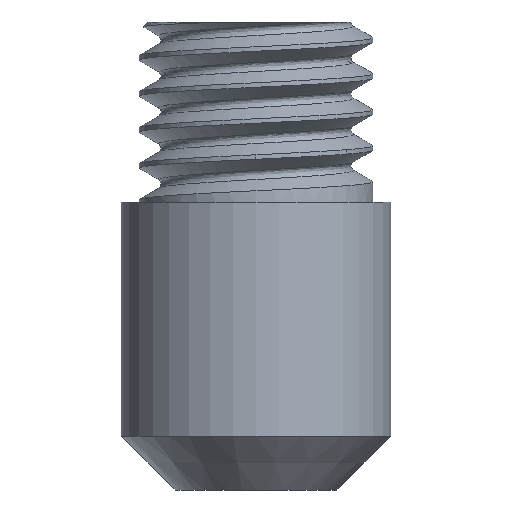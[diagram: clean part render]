
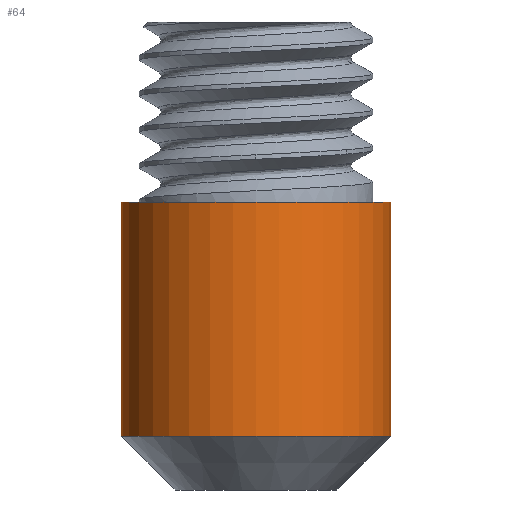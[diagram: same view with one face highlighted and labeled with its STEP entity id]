
A CAD part, front view. The second image highlights one B-rep face of the part: STEP entity #64.
In plain terms, the highlighted cylindrical face has radius 15 mm (diameter 30 mm), a full revolution.
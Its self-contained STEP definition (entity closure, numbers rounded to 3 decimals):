
#64=ADVANCED_FACE('',(#2684,#2686),#2688,.T.);
#2684=FACE_OUTER_BOUND('',#2685,.T.);
#2685=EDGE_LOOP('',(#3582));
#2686=FACE_OUTER_BOUND('',#2687,.T.);
#2687=EDGE_LOOP('',(#3583));
#2688=CYLINDRICAL_SURFACE('',#2689,15.);
#2689=AXIS2_PLACEMENT_3D('',#2690,#2691,#2692);
#2690=CARTESIAN_POINT('',(0.,0.,0.));
#2691=DIRECTION('',(0.,0.,1.));
#2692=DIRECTION('',(-1.,0.,0.));
#3582=ORIENTED_EDGE('',*,*,#3647,.F.);
#3583=ORIENTED_EDGE('',*,*,#3650,.T.);
#3647=EDGE_CURVE('',#3714,#3714,#3715,.T.);
#3650=EDGE_CURVE('',#3720,#3720,#3721,.T.);
#3714=VERTEX_POINT('',#4987);
#3715=CIRCLE('',#4988,15.);
#3720=VERTEX_POINT('',#5002);
#3721=CIRCLE('',#5003,15.);
#4987=CARTESIAN_POINT('',(-15.,0.,32.));
#4988=AXIS2_PLACEMENT_3D('',#4989,#4990,#4991);
#4989=CARTESIAN_POINT('',(0.,0.,32.));
#4990=DIRECTION('',(0.,0.,1.));
#4991=DIRECTION('',(0.,-1.,0.));
#5002=CARTESIAN_POINT('',(-15.,0.,6.));
#5003=AXIS2_PLACEMENT_3D('',#5004,#5005,#5006);
#5004=CARTESIAN_POINT('',(0.,0.,6.));
#5005=DIRECTION('',(0.,0.,1.));
#5006=DIRECTION('',(-1.,0.,0.));
